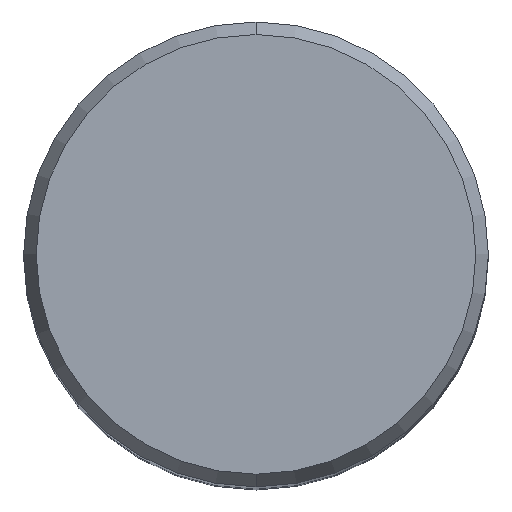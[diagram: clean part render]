
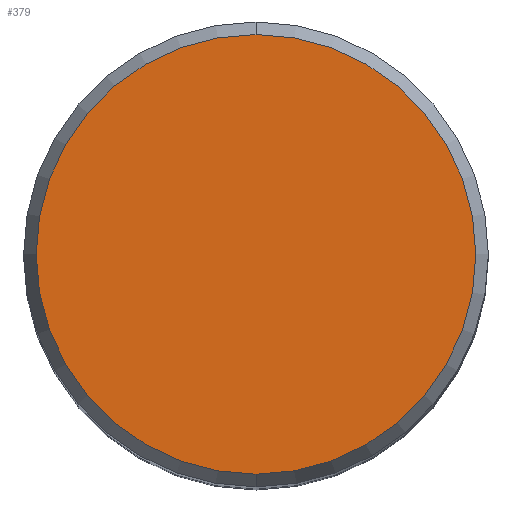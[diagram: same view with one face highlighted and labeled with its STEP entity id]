
A CAD part, top view. The second image highlights one B-rep face of the part: STEP entity #379.
In plain terms, the highlighted planar face has unit normal (0, 0, 1).
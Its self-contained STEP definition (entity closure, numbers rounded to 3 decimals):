
#209=EDGE_CURVE('',#215,#355,#482,.T.);
#215=VERTEX_POINT('',#488);
#235=EDGE_CURVE('',#355,#215,#508,.T.);
#355=VERTEX_POINT('',#643);
#379=ADVANCED_FACE('',(#668),#669,.T.);
#482=CIRCLE('',#882,12.012);
#488=CARTESIAN_POINT('',(0.,-12.012,0.));
#508=CIRCLE('',#923,12.012);
#643=CARTESIAN_POINT('',(0.0,12.012,0.));
#668=FACE_OUTER_BOUND('',#1396,.T.);
#669=PLANE('',#1397);
#882=AXIS2_PLACEMENT_3D('',#1503,#1504,#1505);
#923=AXIS2_PLACEMENT_3D('',#1508,#1509,#1510);
#1396=EDGE_LOOP('',(#1717,#1718));
#1397=AXIS2_PLACEMENT_3D('',#1719,#1720,#1721);
#1503=CARTESIAN_POINT('',(0.0,0.0,0.));
#1504=DIRECTION('',(0.0,0.0,-1.0));
#1505=DIRECTION('',(0.0,1.0,0.0));
#1508=CARTESIAN_POINT('',(0.0,0.0,0.));
#1509=DIRECTION('',(0.0,0.0,-1.0));
#1510=DIRECTION('',(0.0,1.0,0.0));
#1717=ORIENTED_EDGE('',*,*,#235,.F.);
#1718=ORIENTED_EDGE('',*,*,#209,.F.);
#1719=CARTESIAN_POINT('',(0.0,6.006,0.));
#1720=DIRECTION('',(-0.0,0.0,1.0));
#1721=DIRECTION('',(0.0,-1.0,0.0));
